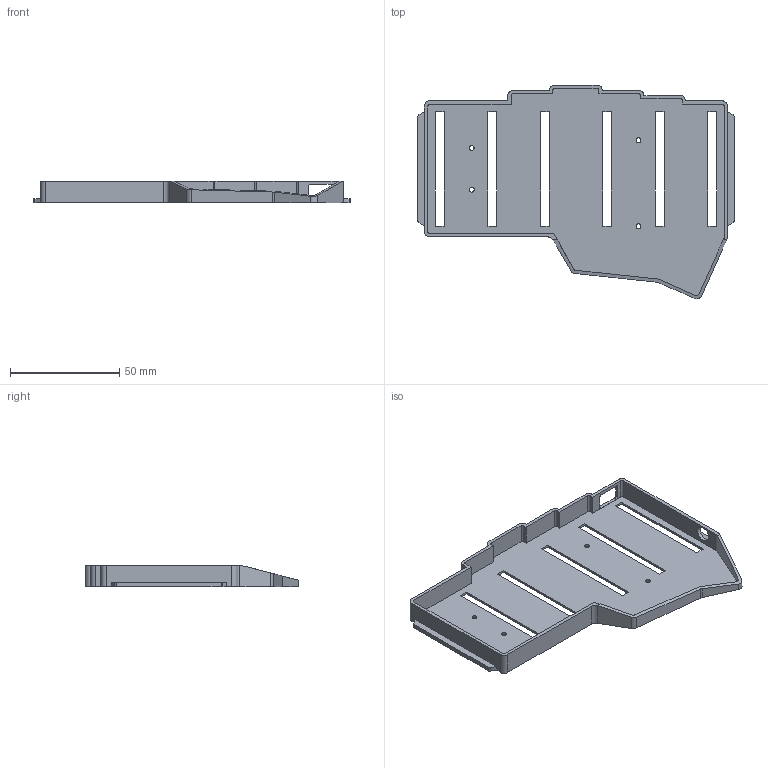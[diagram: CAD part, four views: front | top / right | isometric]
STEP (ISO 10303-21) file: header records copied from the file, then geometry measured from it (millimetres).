
FILE_DESCRIPTION(('FreeCAD Model'),'2;1');
FILE_NAME('Open CASCADE Shape Model','2024-05-16T17:22:50',('Author'),( ''),'Open CASCADE STEP processor 7.6','FreeCAD','Unknown');
FILE_SCHEMA(('AUTOMOTIVE_DESIGN { 1 0 10303 214 1 1 1 1 }'));
Length unit declared in the file: millimetre
Products named in the file (1): Case_Left (Mirror #1)
Bounding box: 144.4 x 97.62 x 10 mm (x, y, z)
Volume: 14831.3 mm3; surface area: 26948.5 mm2
Topology: 1 solids, 1 shells, 112 faces, 326 edges, 216 vertices
Faces by surface type: plane 74, cylinder 37, extrusion 1
Full cylindrical faces by diameter (mm): 2.2 x4
Entity records: 3952 total; most frequent: CARTESIAN_POINT 842, ORIENTED_EDGE 652, DIRECTION 628, EDGE_CURVE 326, VECTOR 250, LINE 249, VERTEX_POINT 216, AXIS2_PLACEMENT_3D 189
